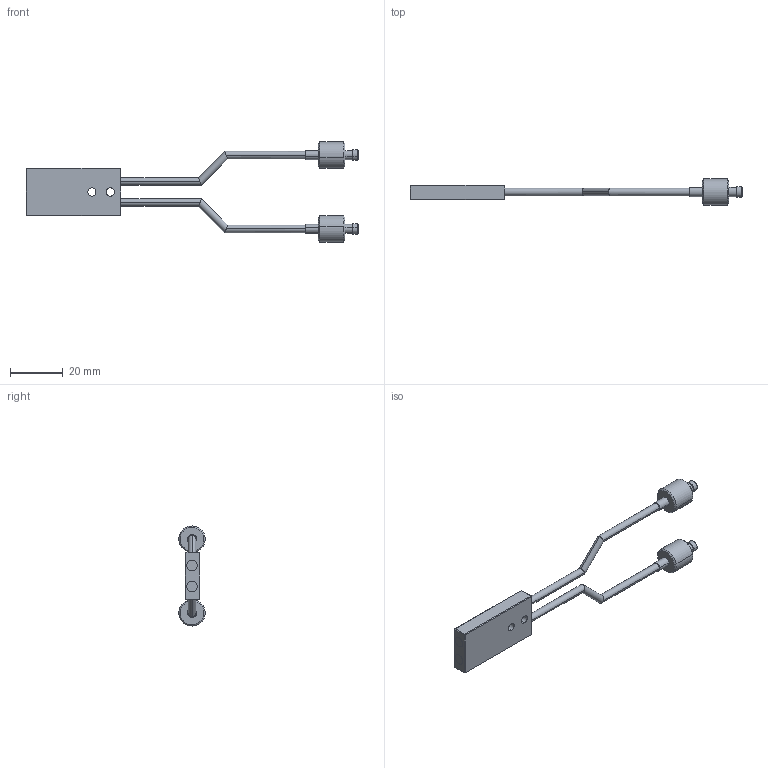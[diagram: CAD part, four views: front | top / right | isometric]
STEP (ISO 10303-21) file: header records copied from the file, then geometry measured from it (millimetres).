
FILE_DESCRIPTION (( 'STEP AP214' ), '1' );
FILE_NAME ('GPF-VD23-LF-CT-350.STEP', '2017-11-17T08:10:41', ( 'TWLEE' ), ( '' ), 'SwSTEP 2.0', 'SolidWorks 2015', '' );
FILE_SCHEMA (( 'AUTOMOTIVE_DESIGN' ));
Length unit declared in the file: millimetre
Products named in the file (4): GPF-VD23-LF-CT-350_HEAD; GPF-VD23-LF-CT-350_FIBER; GPF-VD23-LF-CT-250_HEAD2; GPF-VD23-LF-CT-350
Assembly tree (5 placements, depth 2):
  GPF-VD23-LF-CT-350
    GPF-VD23-LF-CT-250_HEAD2
    GPF-VD23-LF-CT-350_FIBER  x2
    GPF-VD23-LF-CT-350_HEAD  x2
Bounding box: 126 x 9.99 x 37.99 mm (x, y, z)
Volume: 6150.5 mm3; surface area: 4485.4 mm2
Topology: 5 solids, 5 shells, 118 faces, 243 edges, 144 vertices
Faces by surface type: cylinder 51, plane 47, cone 16, bspline 4
Entity records: 2559 total; most frequent: CARTESIAN_POINT 477, DIRECTION 419, ORIENTED_EDGE 358, EDGE_CURVE 179, AXIS2_PLACEMENT_3D 160, VERTEX_POINT 106, EDGE_LOOP 101, VECTOR 99
